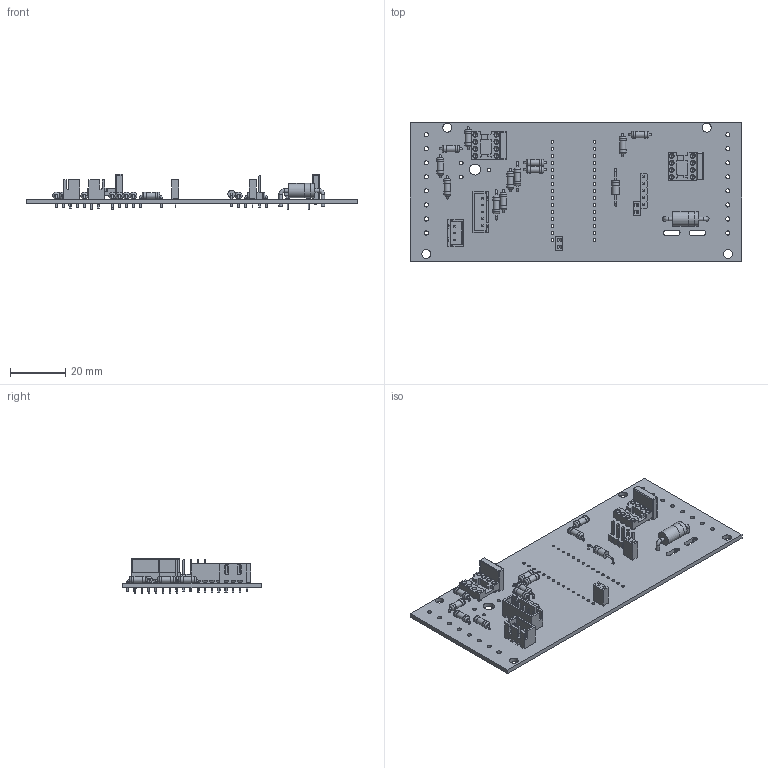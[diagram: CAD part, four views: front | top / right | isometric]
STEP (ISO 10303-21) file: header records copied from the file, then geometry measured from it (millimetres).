
FILE_DESCRIPTION(('KiCad electronic assembly'),'2;1');
FILE_NAME('WatchdogPCB.step','2023-12-27T11:00:43',('Pcbnew'),('Kicad'), 'Open CASCADE STEP processor 7.5','KiCad to STEP converter','Unknown' );
FILE_SCHEMA(('AUTOMOTIVE_DESIGN { 1 0 10303 214 1 1 1 1 }'));
Length unit declared in the file: millimetre
Products named in the file (22): WatchdogPCB 1; D_A-405_P12.70mm_Horizontal; SOLID; C_Rect_L10.0mm_W2.5mm_P7.50mm_MKS4; R_Axial_DIN0207_L6.3mm_D2.5mm_P7.62mm_Horizontal; PinSocket_1x02_P2.54mm_Vertical; R_Axial_DIN0207_L6.3mm_D2.5mm_P10.16mm_Horizontal; JST_XH_B3B-XH-A_1x03_P2.50mm_Vertical; DIP-8_W7.62mm_Socket; PinHeader_1x05_P2.54mm_Vertical; D_DO-201AD_P15.24mm_Horizontal; JST_XH_B5B-XH-A_1x05_P2.50mm_Vertical; WatchdogPCB PCB
Assembly tree (34 placements, depth 3):
  WatchdogPCB 1
    D_A-405_P12.70mm_Horizontal
      SOLID
    C_Rect_L10.0mm_W2.5mm_P7.50mm_MKS4  x2
      SOLID
    R_Axial_DIN0207_L6.3mm_D2.5mm_P7.62mm_Horizontal  x10
      SOLID
    PinSocket_1x02_P2.54mm_Vertical  x2
      SOLID
    R_Axial_DIN0207_L6.3mm_D2.5mm_P10.16mm_Horizontal  x2
      SOLID
    JST_XH_B3B-XH-A_1x03_P2.50mm_Vertical
      SOLID
    DIP-8_W7.62mm_Socket  x2
      SOLID
    PinHeader_1x05_P2.54mm_Vertical
      SOLID
    D_DO-201AD_P15.24mm_Horizontal
      SOLID
    JST_XH_B5B-XH-A_1x05_P2.50mm_Vertical
      SOLID
    WatchdogPCB PCB
Bounding box: 120 x 50 x 12.78 mm (x, y, z)
Volume: 11580.1 mm3; surface area: 17443.1 mm2
Topology: 24 solids, 24 shells, 1257 faces, 2877 edges, 1836 vertices
Faces by surface type: plane 844, cylinder 305, torus 52, cone 48, sphere 8
Full cylindrical faces by diameter (mm): 0.508 x32, 0.6 x32, 0.7 x4, 0.8 x40, 0.9 x2, 0.95 x8, 1 x43, 1.3 x7, 1.52 x16, 1.524 x16, 1.6 x2, 1.724 x16, 2.25 x12, 2.5 x24, 2.7 x2, 2.72 x1, 3.2 x4, 4 x1, 5.2 x2, 5.22 x1
Entity records: 61789 total; most frequent: CARTESIAN_POINT 12190, DIRECTION 8313, LINE 5505, VECTOR 5505, ORIENTED_EDGE 4334, PCURVE 4334, DEFINITIONAL_REPRESENTATION 4334, EDGE_CURVE 2167
